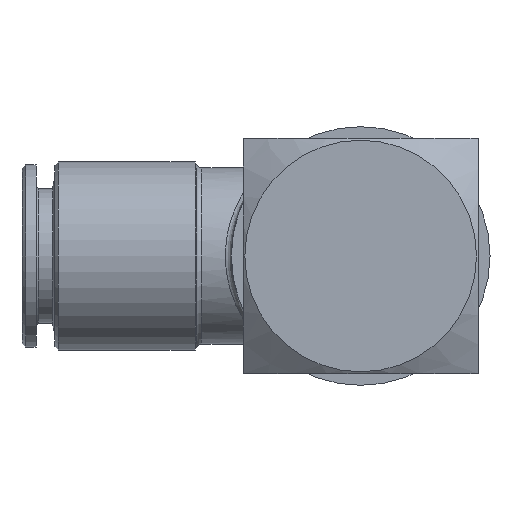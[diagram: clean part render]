
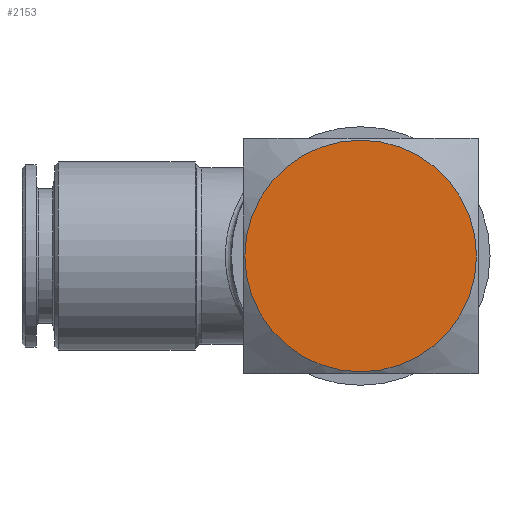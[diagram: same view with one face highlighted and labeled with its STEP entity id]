
A CAD part, left-side view. The second image highlights one B-rep face of the part: STEP entity #2153.
In plain terms, the highlighted planar face has unit normal (-1, 0, 0).
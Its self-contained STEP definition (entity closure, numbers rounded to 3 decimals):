
#324 = EDGE_CURVE ( 'NONE', #763, #787, #2008, .T. ) ;
#740 = ORIENTED_EDGE ( 'NONE', *, *, #2135, .F. ) ;
#741 = ORIENTED_EDGE ( 'NONE', *, *, #324, .F. ) ;
#763 = VERTEX_POINT ( 'NONE', #1409 ) ;
#787 = VERTEX_POINT ( 'NONE', #1433 ) ;
#1409 = CARTESIAN_POINT ( 'NONE',  ( -10.5, 0., 9.85 ) ) ;
#1433 = CARTESIAN_POINT ( 'NONE',  ( -10.5, 0., -9.85 ) ) ;
#1694 = CARTESIAN_POINT ( 'NONE',  ( -10.5, 0., 0. ) ) ;
#1695 = DIRECTION ( 'NONE',  ( 1., 0., 0. ) ) ;
#1696 = DIRECTION ( 'NONE',  ( 0., 0., -1. ) ) ;
#1893 = AXIS2_PLACEMENT_3D ( 'NONE', #1694, #1695, #1696 ) ;
#1894 = CIRCLE ( 'NONE', #1893, 9.85 ) ;
#1915 = AXIS2_PLACEMENT_3D ( 'NONE', #3431, #3432, #3433 ) ;
#2008 = CIRCLE ( 'NONE', #2013, 9.85 ) ;
#2013 = AXIS2_PLACEMENT_3D ( 'NONE', #3287, #3288, #3289 ) ;
#2135 = EDGE_CURVE ( 'NONE', #787, #763, #1894, .T. ) ;
#2153 = ADVANCED_FACE ( 'NONE', ( #2773 ), #3430, .F. ) ;
#2537 = EDGE_LOOP ( 'NONE', ( #740, #741 ) ) ;
#2773 = FACE_OUTER_BOUND ( 'NONE', #2537, .T. ) ;
#3287 = CARTESIAN_POINT ( 'NONE',  ( -10.5, 0., 0. ) ) ;
#3288 = DIRECTION ( 'NONE',  ( 1., 0., 0. ) ) ;
#3289 = DIRECTION ( 'NONE',  ( 0., 0., -1. ) ) ;
#3430 = PLANE ( 'NONE',  #1915 ) ;
#3431 = CARTESIAN_POINT ( 'NONE',  ( -10.5, -10., 10. ) ) ;
#3432 = DIRECTION ( 'NONE',  ( 1., 0., 0. ) ) ;
#3433 = DIRECTION ( 'NONE',  ( 0., 0., -1. ) ) ;
